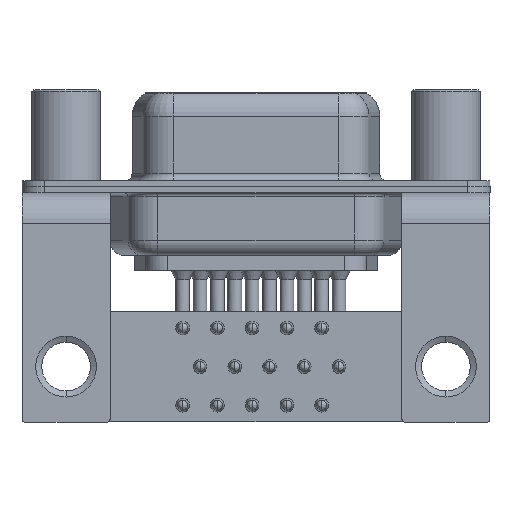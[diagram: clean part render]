
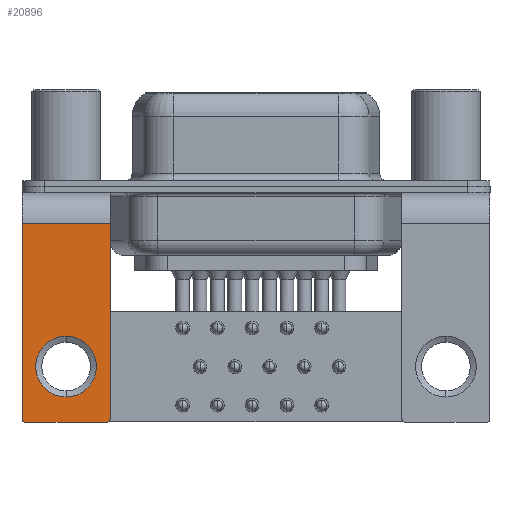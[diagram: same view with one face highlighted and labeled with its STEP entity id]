
A CAD part, front view. The second image highlights one B-rep face of the part: STEP entity #20896.
In plain terms, the highlighted planar face has unit normal (0, -1, 0).
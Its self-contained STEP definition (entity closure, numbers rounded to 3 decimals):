
#346 = CARTESIAN_POINT ( 'NONE',  ( -2.65, -6.25, -15.5 ) ) ;
#349 = VECTOR ( 'NONE', #19283, 1000. ) ;
#834 = CIRCLE ( 'NONE', #8734, 2. ) ;
#836 = ORIENTED_EDGE ( 'NONE', *, *, #1348, .T. ) ;
#1324 = AXIS2_PLACEMENT_3D ( 'NONE', #3069, #20745, #10170 ) ;
#1348 = EDGE_CURVE ( 'NONE', #16279, #13637, #11077, .T. ) ;
#1576 = ORIENTED_EDGE ( 'NONE', *, *, #21472, .T. ) ;
#1597 = EDGE_CURVE ( 'NONE', #3691, #12533, #2524, .T. ) ;
#2524 = CIRCLE ( 'NONE', #16354, 0.25 ) ;
#3069 = CARTESIAN_POINT ( 'NONE',  ( 2.9, -6.25, -2.4 ) ) ;
#3268 = CARTESIAN_POINT ( 'NONE',  ( 2.65, -6.25, -15.5 ) ) ;
#3382 = EDGE_CURVE ( 'NONE', #16279, #12533, #20133, .T. ) ;
#3691 = VERTEX_POINT ( 'NONE', #3268 ) ;
#3754 = ORIENTED_EDGE ( 'NONE', *, *, #5457, .F. ) ;
#4376 = CARTESIAN_POINT ( 'NONE',  ( 2.9, -6.25, -15.25 ) ) ;
#4828 = PLANE ( 'NONE',  #1324 ) ;
#5457 = EDGE_CURVE ( 'NONE', #3691, #16851, #9589, .T. ) ;
#5553 = VERTEX_POINT ( 'NONE', #13015 ) ;
#5657 = CARTESIAN_POINT ( 'NONE',  ( 0., -6.25, -11.83 ) ) ;
#5701 = CARTESIAN_POINT ( 'NONE',  ( -2.65, -6.25, -15.25 ) ) ;
#5929 = CARTESIAN_POINT ( 'NONE',  ( 0., -6.25, -11.83 ) ) ;
#5988 = CARTESIAN_POINT ( 'NONE',  ( 2.9, -6.25, -15.5 ) ) ;
#6012 = DIRECTION ( 'NONE',  ( -1., 0., 0. ) ) ;
#6335 = VERTEX_POINT ( 'NONE', #8203 ) ;
#6927 = CARTESIAN_POINT ( 'NONE',  ( -2.9, -6.25, -2.4 ) ) ;
#7007 = ORIENTED_EDGE ( 'NONE', *, *, #19001, .T. ) ;
#7448 = DIRECTION ( 'NONE',  ( 0., 0., 1. ) ) ;
#7494 = DIRECTION ( 'NONE',  ( 0., 0., 1. ) ) ;
#7708 = DIRECTION ( 'NONE',  ( 0., 0., 1. ) ) ;
#7719 = DIRECTION ( 'NONE',  ( 0., 0., -1. ) ) ;
#7998 = CARTESIAN_POINT ( 'NONE',  ( 2.65, -6.25, -15.25 ) ) ;
#8151 = EDGE_LOOP ( 'NONE', ( #1576, #18608 ) ) ;
#8203 = CARTESIAN_POINT ( 'NONE',  ( -2.9, -6.25, -15.25 ) ) ;
#8460 = DIRECTION ( 'NONE',  ( 0., -1., 0. ) ) ;
#8734 = AXIS2_PLACEMENT_3D ( 'NONE', #5657, #18034, #7448 ) ;
#9021 = CARTESIAN_POINT ( 'NONE',  ( 0., -6.25, -13.83 ) ) ;
#9324 = ORIENTED_EDGE ( 'NONE', *, *, #3382, .F. ) ;
#9589 = LINE ( 'NONE', #5988, #18965 ) ;
#10112 = EDGE_CURVE ( 'NONE', #13637, #6335, #14429, .T. ) ;
#10170 = DIRECTION ( 'NONE',  ( 0., 0., 1. ) ) ;
#10225 = FACE_BOUND ( 'NONE', #8151, .T. ) ;
#10713 = ORIENTED_EDGE ( 'NONE', *, *, #1597, .T. ) ;
#10725 = VECTOR ( 'NONE', #7719, 1000. ) ;
#10765 = AXIS2_PLACEMENT_3D ( 'NONE', #5701, #18072, #7494 ) ;
#10841 = EDGE_CURVE ( 'NONE', #5553, #21142, #11619, .T. ) ;
#11015 = CARTESIAN_POINT ( 'NONE',  ( 2.9, -6.25, -2.4 ) ) ;
#11077 = LINE ( 'NONE', #15233, #15765 ) ;
#11619 = CIRCLE ( 'NONE', #20821, 2. ) ;
#12533 = VERTEX_POINT ( 'NONE', #4376 ) ;
#13015 = CARTESIAN_POINT ( 'NONE',  ( 0., -6.25, -9.83 ) ) ;
#13637 = VERTEX_POINT ( 'NONE', #19708 ) ;
#14429 = LINE ( 'NONE', #6927, #349 ) ;
#14493 = DIRECTION ( 'NONE',  ( -1., 0., 0. ) ) ;
#15233 = CARTESIAN_POINT ( 'NONE',  ( 2.9, -6.25, -2.4 ) ) ;
#15765 = VECTOR ( 'NONE', #14493, 1000. ) ;
#16279 = VERTEX_POINT ( 'NONE', #11015 ) ;
#16354 = AXIS2_PLACEMENT_3D ( 'NONE', #7998, #8460, #21648 ) ;
#16851 = VERTEX_POINT ( 'NONE', #346 ) ;
#17781 = CIRCLE ( 'NONE', #10765, 0.25 ) ;
#18034 = DIRECTION ( 'NONE',  ( 0., 1., 0. ) ) ;
#18072 = DIRECTION ( 'NONE',  ( 0., -1., 0. ) ) ;
#18290 = DIRECTION ( 'NONE',  ( 0., 1., 0. ) ) ;
#18299 = CARTESIAN_POINT ( 'NONE',  ( 2.9, -6.25, -2.4 ) ) ;
#18608 = ORIENTED_EDGE ( 'NONE', *, *, #10841, .T. ) ;
#18965 = VECTOR ( 'NONE', #6012, 1000. ) ;
#19001 = EDGE_CURVE ( 'NONE', #6335, #16851, #17781, .T. ) ;
#19073 = FACE_OUTER_BOUND ( 'NONE', #20370, .T. ) ;
#19283 = DIRECTION ( 'NONE',  ( 0., 0., -1. ) ) ;
#19708 = CARTESIAN_POINT ( 'NONE',  ( -2.9, -6.25, -2.4 ) ) ;
#20133 = LINE ( 'NONE', #18299, #10725 ) ;
#20370 = EDGE_LOOP ( 'NONE', ( #21336, #7007, #3754, #10713, #9324, #836 ) ) ;
#20745 = DIRECTION ( 'NONE',  ( 0., 1., 0. ) ) ;
#20821 = AXIS2_PLACEMENT_3D ( 'NONE', #5929, #18290, #7708 ) ;
#20896 = ADVANCED_FACE ( 'NONE', ( #10225, #19073 ), #4828, .F. ) ;
#21142 = VERTEX_POINT ( 'NONE', #9021 ) ;
#21336 = ORIENTED_EDGE ( 'NONE', *, *, #10112, .T. ) ;
#21472 = EDGE_CURVE ( 'NONE', #21142, #5553, #834, .T. ) ;
#21648 = DIRECTION ( 'NONE',  ( 0., 0., 1. ) ) ;
